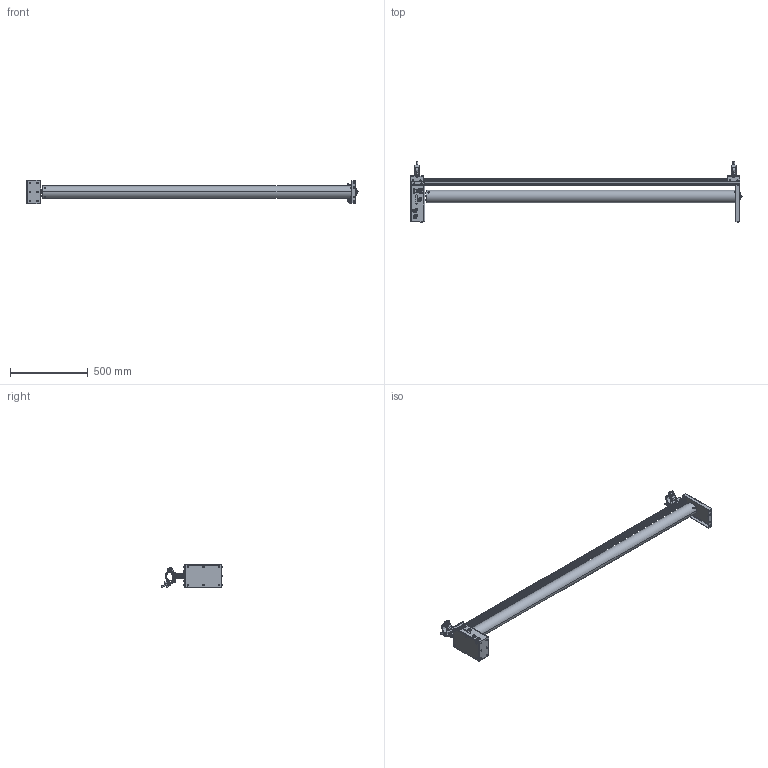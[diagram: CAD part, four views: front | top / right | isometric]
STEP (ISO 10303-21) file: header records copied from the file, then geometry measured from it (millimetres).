
FILE_DESCRIPTION (( 'STEP AP214' ), '1' );
FILE_NAME ('289.001.002_Main_Assembly_2m.STEP', '2019-04-11T08:33:58', ( '' ), ( '' ), 'SwSTEP 2.0', 'SolidWorks 2018', '' );
FILE_SCHEMA (( 'AUTOMOTIVE_DESIGN' ));
Length unit declared in the file: millimetre
Products named in the file (1): 289.001.002_Main_Assembly_2m
Bounding box: 2136.8 x 393.6 x 152.93 mm (x, y, z)
Surface area: 1608356.4 mm2 (no closed solid volume)
Topology: 0 solids, 189 shells, 999 faces, 4049 edges, 3125 vertices
Faces by surface type: plane 489, cylinder 302, torus 79, bspline 62, cone 56, sphere 11
Entity records: 58695 total; most frequent: CARTESIAN_POINT 14839, DIRECTION 6829, ORIENTED_EDGE 5618, EDGE_CURVE 4032, VERTEX_POINT 3125, AXIS2_PLACEMENT_3D 2289, VECTOR 2251, LINE 2251
